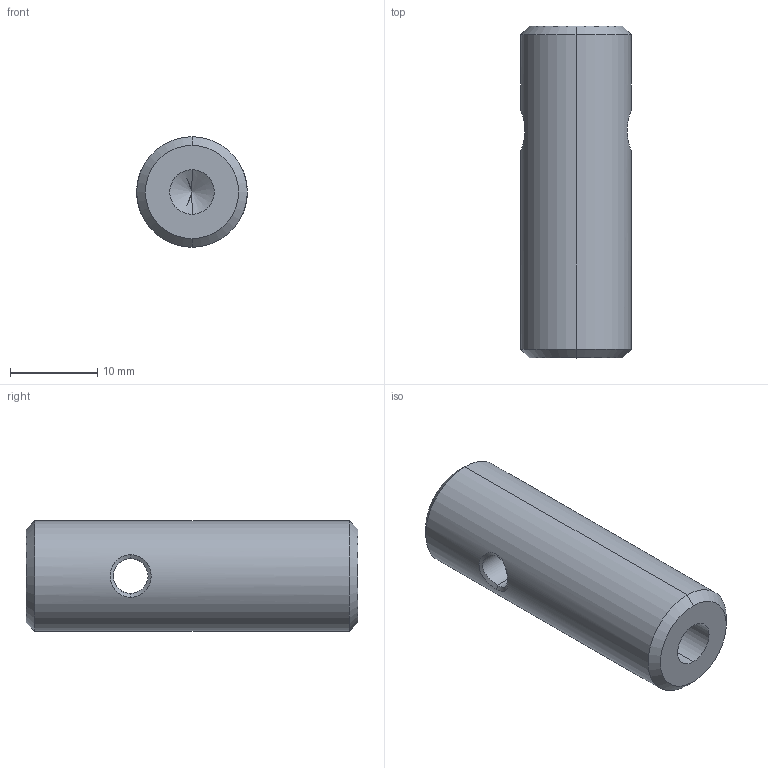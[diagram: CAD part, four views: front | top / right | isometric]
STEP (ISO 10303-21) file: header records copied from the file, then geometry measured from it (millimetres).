
FILE_DESCRIPTION (( 'STEP AP203' ), '1' );
FILE_NAME ('U-F1-03MPS1.5E1-D6.STEP', '2016-02-15T05:09:35', ( '' ), ( '' ), 'SwSTEP 2.0', 'SolidWorks 2016', '' );
FILE_SCHEMA (( 'CONFIG_CONTROL_DESIGN' ));
Length unit declared in the file: millimetre
Products named in the file (1): U-F1-03MPS1.5E1-D6
Bounding box: 12.7 x 38.1 x 12.7 mm (x, y, z)
Volume: 4304.3 mm3; surface area: 2121.2 mm2
Topology: 1 solids, 1 shells, 22 faces, 48 edges, 26 vertices
Faces by surface type: cylinder 8, cone 8, bspline 4, plane 2
Entity records: 1001 total; most frequent: CARTESIAN_POINT 485, ORIENTED_EDGE 88, DIRECTION 86, EDGE_CURVE 44, AXIS2_PLACEMENT_3D 35, VERTEX_POINT 26, EDGE_LOOP 26, ADVANCED_FACE 22
